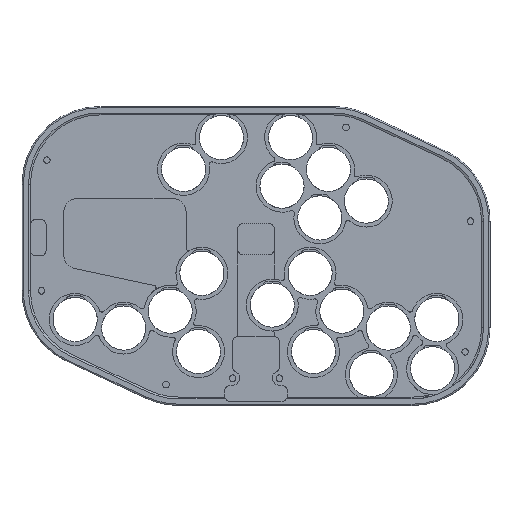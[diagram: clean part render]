
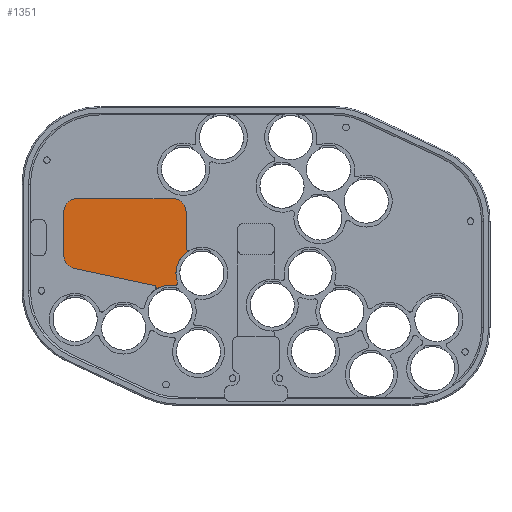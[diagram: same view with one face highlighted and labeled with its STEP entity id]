
A CAD part, front view. The second image highlights one B-rep face of the part: STEP entity #1351.
In plain terms, the highlighted planar face has unit normal (0, -1, 0).
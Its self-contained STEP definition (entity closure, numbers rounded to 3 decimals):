
#226 = VERTEX_POINT ( 'NONE', #2151 ) ;
#297 = ORIENTED_EDGE ( 'NONE', *, *, #4802, .T. ) ;
#305 = CARTESIAN_POINT ( 'NONE',  ( -25.443, 8.65, 2.204 ) ) ;
#383 = DIRECTION ( 'NONE',  ( -1., 0., 0. ) ) ;
#452 = CIRCLE ( 'NONE', #5451, 10. ) ;
#522 = AXIS2_PLACEMENT_3D ( 'NONE', #10663, #5655, #9486 ) ;
#797 = VECTOR ( 'NONE', #2137, 1000. ) ;
#799 = EDGE_CURVE ( 'NONE', #6304, #7553, #452, .T. ) ;
#804 = ORIENTED_EDGE ( 'NONE', *, *, #10683, .T. ) ;
#807 = LINE ( 'NONE', #1973, #4313 ) ;
#1065 = CARTESIAN_POINT ( 'NONE',  ( -68.908, 8.65, 0.109 ) ) ;
#1123 = ORIENTED_EDGE ( 'NONE', *, *, #3987, .F. ) ;
#1137 = AXIS2_PLACEMENT_3D ( 'NONE', #9265, #4318, #3340 ) ;
#1202 = CARTESIAN_POINT ( 'NONE',  ( -69.947, 8.65, -4.782 ) ) ;
#1351 = ADVANCED_FACE ( 'NONE', ( #9548 ), #10393, .T. ) ;
#1477 = DIRECTION ( 'NONE',  ( 0., -1., 0. ) ) ;
#1631 = CARTESIAN_POINT ( 'NONE',  ( -39.242, 8.65, -11.309 ) ) ;
#1838 = EDGE_CURVE ( 'NONE', #2402, #226, #9108, .T. ) ;
#1873 = ORIENTED_EDGE ( 'NONE', *, *, #8950, .T. ) ;
#1973 = CARTESIAN_POINT ( 'NONE',  ( -69.947, 8.65, -4.782 ) ) ;
#1994 = EDGE_CURVE ( 'NONE', #9160, #11129, #11130, .T. ) ;
#2002 = ORIENTED_EDGE ( 'NONE', *, *, #12286, .T. ) ;
#2042 = DIRECTION ( 'NONE',  ( 0., 0., -1. ) ) ;
#2104 = CIRCLE ( 'NONE', #9395, 10. ) ;
#2137 = DIRECTION ( 'NONE',  ( 0., 0., -1. ) ) ;
#2151 = CARTESIAN_POINT ( 'NONE',  ( -73.908, 8.65, 0.109 ) ) ;
#2273 = ORIENTED_EDGE ( 'NONE', *, *, #799, .T. ) ;
#2402 = VERTEX_POINT ( 'NONE', #4275 ) ;
#2449 = VERTEX_POINT ( 'NONE', #305 ) ;
#2644 = CIRCLE ( 'NONE', #10167, 5. ) ;
#2675 = DIRECTION ( 'NONE',  ( 0., 1., 0. ) ) ;
#2755 = VERTEX_POINT ( 'NONE', #7866 ) ;
#3340 = DIRECTION ( 'NONE',  ( 0., 0., -1. ) ) ;
#3406 = DIRECTION ( 'NONE',  ( 0., 0., 1. ) ) ;
#3407 = VERTEX_POINT ( 'NONE', #10432 ) ;
#3437 = CARTESIAN_POINT ( 'NONE',  ( -25.908, 8.65, 3.09 ) ) ;
#3557 = CARTESIAN_POINT ( 'NONE',  ( -68.908, 8.65, 17.07 ) ) ;
#3987 = EDGE_CURVE ( 'NONE', #8422, #7553, #11756, .T. ) ;
#4237 = DIRECTION ( 'NONE',  ( 0., 0., 1. ) ) ;
#4275 = CARTESIAN_POINT ( 'NONE',  ( -73.908, 8.65, 17.07 ) ) ;
#4313 = VECTOR ( 'NONE', #11689, 1000. ) ;
#4318 = DIRECTION ( 'NONE',  ( 0., 1., 0. ) ) ;
#4359 = CARTESIAN_POINT ( 'NONE',  ( -31.908, 8.65, 22.07 ) ) ;
#4375 = EDGE_CURVE ( 'NONE', #12229, #8422, #8215, .T. ) ;
#4576 = AXIS2_PLACEMENT_3D ( 'NONE', #3557, #1477, #4727 ) ;
#4661 = CARTESIAN_POINT ( 'NONE',  ( -31.908, 8.65, 22.07 ) ) ;
#4727 = DIRECTION ( 'NONE',  ( 0., 0., -1. ) ) ;
#4752 = ORIENTED_EDGE ( 'NONE', *, *, #10494, .T. ) ;
#4802 = EDGE_CURVE ( 'NONE', #7470, #12558, #807, .T. ) ;
#4859 = DIRECTION ( 'NONE',  ( 0., 1., 0. ) ) ;
#5041 = DIRECTION ( 'NONE',  ( 0., -1., 0. ) ) ;
#5107 = DIRECTION ( 'NONE',  ( 0., -1., 0. ) ) ;
#5210 = AXIS2_PLACEMENT_3D ( 'NONE', #1065, #5041, #10297 ) ;
#5232 = CARTESIAN_POINT ( 'NONE',  ( -68.908, 8.65, 17.07 ) ) ;
#5383 = ORIENTED_EDGE ( 'NONE', *, *, #11067, .T. ) ;
#5451 = AXIS2_PLACEMENT_3D ( 'NONE', #9372, #10408, #12234 ) ;
#5655 = DIRECTION ( 'NONE',  ( 0., 1., 0. ) ) ;
#5773 = DIRECTION ( 'NONE',  ( 0., 0., -1. ) ) ;
#5780 = VERTEX_POINT ( 'NONE', #12103 ) ;
#5783 = AXIS2_PLACEMENT_3D ( 'NONE', #10074, #6050, #10014 ) ;
#5829 = ORIENTED_EDGE ( 'NONE', *, *, #4375, .F. ) ;
#5985 = CIRCLE ( 'NONE', #5783, 1. ) ;
#6040 = AXIS2_PLACEMENT_3D ( 'NONE', #6218, #10183, #3406 ) ;
#6050 = DIRECTION ( 'NONE',  ( 0., 1., 0. ) ) ;
#6218 = CARTESIAN_POINT ( 'NONE',  ( -31.908, 8.65, 17.07 ) ) ;
#6239 = EDGE_CURVE ( 'NONE', #11129, #2402, #2644, .T. ) ;
#6304 = VERTEX_POINT ( 'NONE', #6480 ) ;
#6480 = CARTESIAN_POINT ( 'NONE',  ( -38.865, 8.65, -13.098 ) ) ;
#6633 = EDGE_CURVE ( 'NONE', #2755, #3407, #7125, .T. ) ;
#6739 = DIRECTION ( 'NONE',  ( 0., 0., -1. ) ) ;
#7125 = LINE ( 'NONE', #9306, #7458 ) ;
#7176 = CARTESIAN_POINT ( 'NONE',  ( -73.908, 8.65, 17.07 ) ) ;
#7212 = EDGE_LOOP ( 'NONE', ( #2002, #4752, #9082, #12553, #804, #8817, #9898, #11540, #5383, #297, #1873, #2273, #1123, #5829 ) ) ;
#7458 = VECTOR ( 'NONE', #4237, 1000. ) ;
#7470 = VERTEX_POINT ( 'NONE', #1202 ) ;
#7492 = CIRCLE ( 'NONE', #9976, 1. ) ;
#7553 = VERTEX_POINT ( 'NONE', #9353 ) ;
#7866 = CARTESIAN_POINT ( 'NONE',  ( -26.908, 8.65, 3.09 ) ) ;
#7926 = CIRCLE ( 'NONE', #6040, 5. ) ;
#8122 = CIRCLE ( 'NONE', #5210, 5. ) ;
#8215 = CIRCLE ( 'NONE', #522, 1. ) ;
#8422 = VERTEX_POINT ( 'NONE', #8561 ) ;
#8561 = CARTESIAN_POINT ( 'NONE',  ( -31.155, 8.65, -11.366 ) ) ;
#8817 = ORIENTED_EDGE ( 'NONE', *, *, #1994, .T. ) ;
#8950 = EDGE_CURVE ( 'NONE', #12558, #6304, #5985, .T. ) ;
#9082 = ORIENTED_EDGE ( 'NONE', *, *, #9294, .T. ) ;
#9108 = LINE ( 'NONE', #7176, #797 ) ;
#9160 = VERTEX_POINT ( 'NONE', #4661 ) ;
#9265 = CARTESIAN_POINT ( 'NONE',  ( -31.155, 8.65, -10.366 ) ) ;
#9294 = EDGE_CURVE ( 'NONE', #5780, #2755, #9527, .T. ) ;
#9306 = CARTESIAN_POINT ( 'NONE',  ( -26.908, 8.65, -7.756 ) ) ;
#9353 = CARTESIAN_POINT ( 'NONE',  ( -31.324, 8.65, -11.351 ) ) ;
#9372 = CARTESIAN_POINT ( 'NONE',  ( -33.014, 8.65, -21.208 ) ) ;
#9395 = AXIS2_PLACEMENT_3D ( 'NONE', #11604, #2675, #6739 ) ;
#9486 = DIRECTION ( 'NONE',  ( 0., 0., -1. ) ) ;
#9527 = CIRCLE ( 'NONE', #11400, 1. ) ;
#9548 = FACE_OUTER_BOUND ( 'NONE', #7212, .T. ) ;
#9898 = ORIENTED_EDGE ( 'NONE', *, *, #6239, .T. ) ;
#9976 = AXIS2_PLACEMENT_3D ( 'NONE', #3437, #11384, #5773 ) ;
#10014 = DIRECTION ( 'NONE',  ( 0., 0., -1. ) ) ;
#10074 = CARTESIAN_POINT ( 'NONE',  ( -39.45, 8.65, -12.287 ) ) ;
#10117 = CARTESIAN_POINT ( 'NONE',  ( -25.908, 8.65, 3.09 ) ) ;
#10167 = AXIS2_PLACEMENT_3D ( 'NONE', #5232, #5107, #10242 ) ;
#10183 = DIRECTION ( 'NONE',  ( 0., -1., 0. ) ) ;
#10242 = DIRECTION ( 'NONE',  ( 0., 0., -1. ) ) ;
#10297 = DIRECTION ( 'NONE',  ( 0., 0., -1. ) ) ;
#10393 = PLANE ( 'NONE',  #4576 ) ;
#10408 = DIRECTION ( 'NONE',  ( 0., 1., 0. ) ) ;
#10432 = CARTESIAN_POINT ( 'NONE',  ( -26.908, 8.65, 17.07 ) ) ;
#10494 = EDGE_CURVE ( 'NONE', #2449, #5780, #7492, .T. ) ;
#10663 = CARTESIAN_POINT ( 'NONE',  ( -31.155, 8.65, -10.366 ) ) ;
#10683 = EDGE_CURVE ( 'NONE', #3407, #9160, #7926, .T. ) ;
#11067 = EDGE_CURVE ( 'NONE', #226, #7470, #8122, .T. ) ;
#11129 = VERTEX_POINT ( 'NONE', #11342 ) ;
#11130 = LINE ( 'NONE', #4359, #12273 ) ;
#11342 = CARTESIAN_POINT ( 'NONE',  ( -68.908, 8.65, 22.07 ) ) ;
#11384 = DIRECTION ( 'NONE',  ( 0., 1., 0. ) ) ;
#11400 = AXIS2_PLACEMENT_3D ( 'NONE', #10117, #4859, #2042 ) ;
#11540 = ORIENTED_EDGE ( 'NONE', *, *, #1838, .T. ) ;
#11604 = CARTESIAN_POINT ( 'NONE',  ( -20.801, 8.65, -6.653 ) ) ;
#11689 = DIRECTION ( 'NONE',  ( 0.978, 0., -0.208 ) ) ;
#11756 = CIRCLE ( 'NONE', #1137, 1. ) ;
#11877 = CARTESIAN_POINT ( 'NONE',  ( -30.214, 8.65, -10.028 ) ) ;
#12103 = CARTESIAN_POINT ( 'NONE',  ( -25.908, 8.65, 2.09 ) ) ;
#12229 = VERTEX_POINT ( 'NONE', #11877 ) ;
#12234 = DIRECTION ( 'NONE',  ( 0., 0., -1. ) ) ;
#12273 = VECTOR ( 'NONE', #383, 1000. ) ;
#12286 = EDGE_CURVE ( 'NONE', #12229, #2449, #2104, .T. ) ;
#12553 = ORIENTED_EDGE ( 'NONE', *, *, #6633, .T. ) ;
#12558 = VERTEX_POINT ( 'NONE', #1631 ) ;
